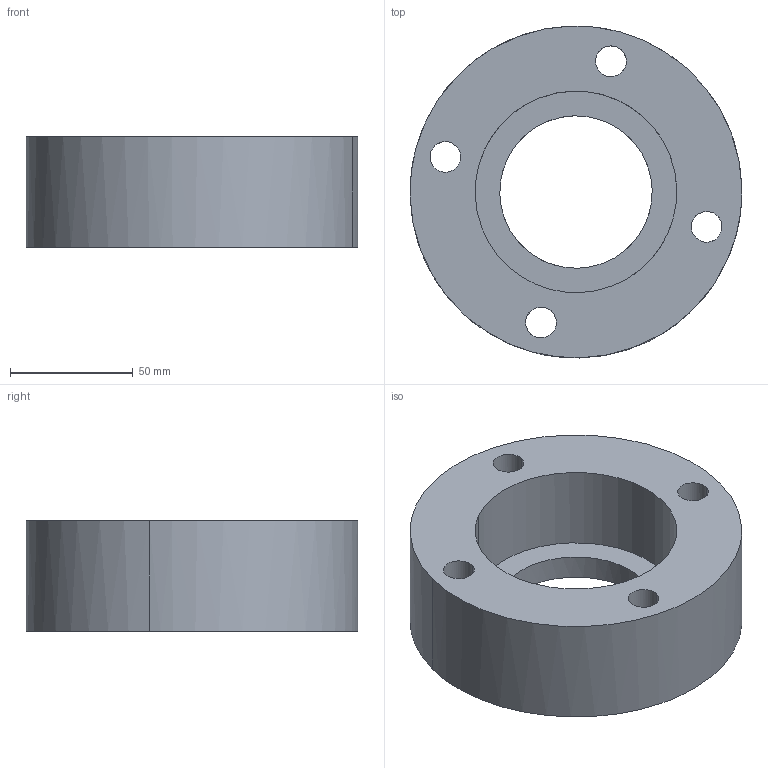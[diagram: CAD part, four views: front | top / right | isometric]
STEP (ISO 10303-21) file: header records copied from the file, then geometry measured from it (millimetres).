
FILE_DESCRIPTION (( 'STEP AP203' ), '1' );
FILE_NAME ('682-08 Brida vastago base distribuidor.STEP', '2021-07-19T22:07:23', ( '' ), ( '' ), 'SwSTEP 2.0', 'SolidWorks 2018', '' );
FILE_SCHEMA (( 'CONFIG_CONTROL_DESIGN' ));
Length unit declared in the file: millimetre
Products named in the file (1): 682-08 Brida vastago base distribuidor
Bounding box: 134.97 x 134.97 x 45 mm (x, y, z)
Volume: 400116.8 mm3; surface area: 59719.8 mm2
Topology: 1 solids, 1 shells, 29 faces, 124 edges, 102 vertices
Faces by surface type: bspline 29
Entity records: 2609 total; most frequent: CARTESIAN_POINT 1829, ORIENTED_EDGE 248, EDGE_CURVE 124, VERTEX_POINT 102, B_SPLINE_CURVE_WITH_KNOTS 98, EDGE_LOOP 44, ADVANCED_FACE 29, FACE_OUTER_BOUND 29
